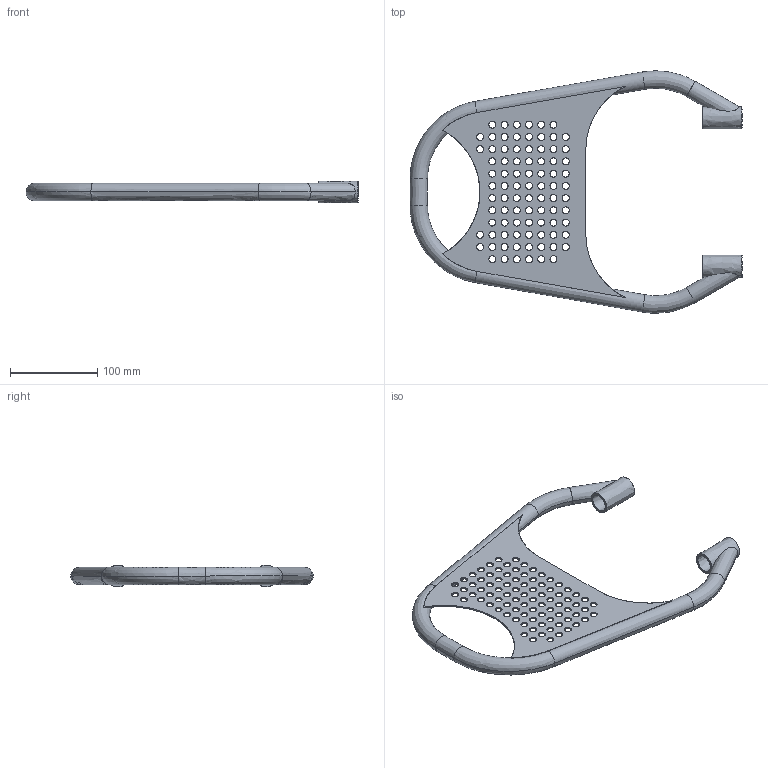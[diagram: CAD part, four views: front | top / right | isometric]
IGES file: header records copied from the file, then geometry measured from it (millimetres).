
Global section: file name: 57HDesktop/ top case mount.igs; native system: Rhinoceros ( Sep 23 2019 ); preprocessor: Trout Lake IGES 012 Sep 23 2019; date: 221129.101021; units: centimetre
Bounding box: 380 x 277.5 x 25 mm (x, y, z)
Surface area: 166251.5 mm2 (no closed solid volume)
Topology: 0 solids, 0 shells, 159 faces, 1508 edges, 1402 vertices
Faces by surface type: bspline 159
